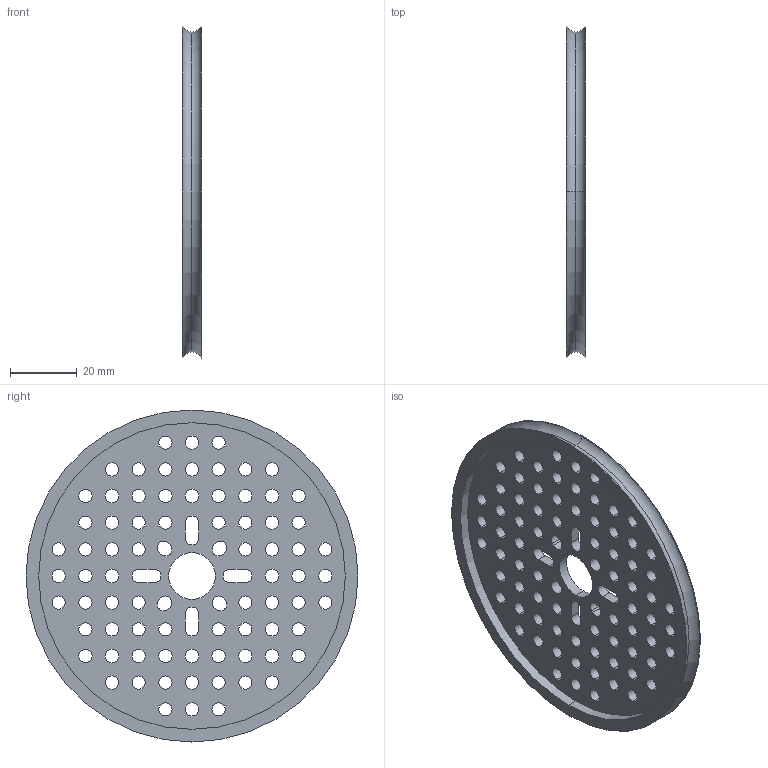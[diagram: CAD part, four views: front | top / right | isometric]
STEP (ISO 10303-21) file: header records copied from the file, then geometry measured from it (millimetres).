
FILE_DESCRIPTION (( 'STEP AP203' ), '1' );
FILE_NAME ('3400-0014-0096.STEP', '2018-05-10T20:35:06', ( '' ), ( '' ), 'SwSTEP 2.0', 'SolidWorks 2016', '' );
FILE_SCHEMA (( 'CONFIG_CONTROL_DESIGN' ));
Length unit declared in the file: millimetre
Products named in the file (1): 3400-0014-0096
Bounding box: 6 x 99.6 x 99.6 mm (x, y, z)
Volume: 20719.6 mm3; surface area: 19569.4 mm2
Topology: 1 solids, 1 shells, 205 faces, 600 edges, 398 vertices
Faces by surface type: cylinder 182, plane 19, torus 4
Entity records: 7433 total; most frequent: DIRECTION 1382, CARTESIAN_POINT 1204, ORIENTED_EDGE 1200, EDGE_CURVE 600, AXIS2_PLACEMENT_3D 576, VERTEX_POINT 398, EDGE_LOOP 376, CIRCLE 370
